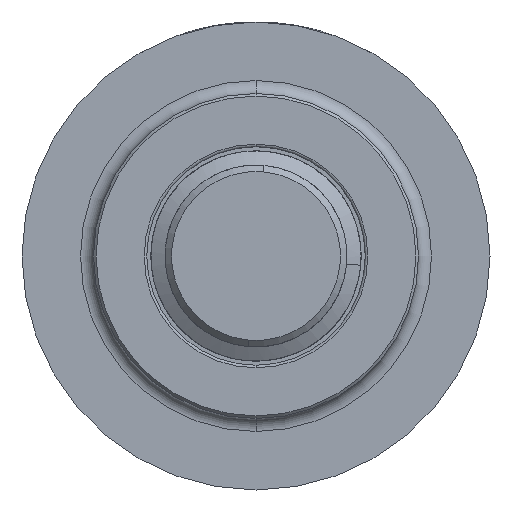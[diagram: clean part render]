
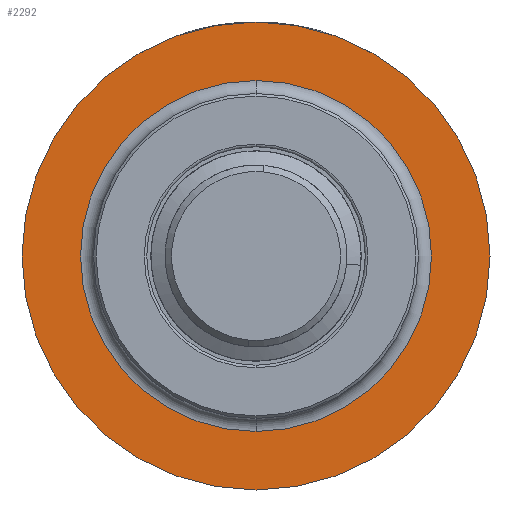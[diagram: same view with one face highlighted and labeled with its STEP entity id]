
A CAD part, front view. The second image highlights one B-rep face of the part: STEP entity #2292.
In plain terms, the highlighted planar face has unit normal (0, -1, 0).
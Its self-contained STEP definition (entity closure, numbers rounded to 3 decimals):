
#15 = AXIS2_PLACEMENT_3D ( 'NONE', #3967, #849, #200 ) ;
#48 = ORIENTED_EDGE ( 'NONE', *, *, #6377, .F. ) ;
#74 = FACE_BOUND ( 'NONE', #3166, .T. ) ;
#126 = EDGE_LOOP ( 'NONE', ( #1576, #988 ) ) ;
#200 = DIRECTION ( 'NONE',  ( 0., 0., -1. ) ) ;
#273 = CARTESIAN_POINT ( 'NONE',  ( 0., 4.42, -18. ) ) ;
#807 = DIRECTION ( 'NONE',  ( 0., -1., 0. ) ) ;
#849 = DIRECTION ( 'NONE',  ( 0., -1., 0. ) ) ;
#868 = PLANE ( 'NONE',  #7495 ) ;
#988 = ORIENTED_EDGE ( 'NONE', *, *, #1833, .T. ) ;
#1025 = VERTEX_POINT ( 'NONE', #3583 ) ;
#1262 = CIRCLE ( 'NONE', #6348, 18. ) ;
#1286 = CARTESIAN_POINT ( 'NONE',  ( 0., 4.42, 0. ) ) ;
#1476 = DIRECTION ( 'NONE',  ( 0., 0., -1. ) ) ;
#1477 = ORIENTED_EDGE ( 'NONE', *, *, #3889, .F. ) ;
#1550 = VERTEX_POINT ( 'NONE', #4114 ) ;
#1576 = ORIENTED_EDGE ( 'NONE', *, *, #3781, .T. ) ;
#1751 = FACE_OUTER_BOUND ( 'NONE', #126, .T. ) ;
#1827 = CIRCLE ( 'NONE', #15, 13.5 ) ;
#1833 = EDGE_CURVE ( 'NONE', #1025, #5503, #1262, .T. ) ;
#1853 = DIRECTION ( 'NONE',  ( 0., 0., -1. ) ) ;
#2292 = ADVANCED_FACE ( 'NONE', ( #1751, #74 ), #868, .T. ) ;
#2711 = CIRCLE ( 'NONE', #5176, 18. ) ;
#3038 = DIRECTION ( 'NONE',  ( 0., -1., 0. ) ) ;
#3166 = EDGE_LOOP ( 'NONE', ( #1477, #48 ) ) ;
#3583 = CARTESIAN_POINT ( 'NONE',  ( 0., 4.42, 18. ) ) ;
#3657 = CARTESIAN_POINT ( 'NONE',  ( 0., 4.42, 0. ) ) ;
#3781 = EDGE_CURVE ( 'NONE', #5503, #1025, #2711, .T. ) ;
#3889 = EDGE_CURVE ( 'NONE', #1550, #7265, #1827, .T. ) ;
#3967 = CARTESIAN_POINT ( 'NONE',  ( 0., 4.42, 0. ) ) ;
#4114 = CARTESIAN_POINT ( 'NONE',  ( 0., 4.42, -13.5 ) ) ;
#4625 = CARTESIAN_POINT ( 'NONE',  ( 0., 4.42, 13.5 ) ) ;
#4927 = CIRCLE ( 'NONE', #5403, 13.5 ) ;
#4992 = DIRECTION ( 'NONE',  ( 0., -1., 0. ) ) ;
#5154 = CARTESIAN_POINT ( 'NONE',  ( 13.5, 4.42, 0. ) ) ;
#5176 = AXIS2_PLACEMENT_3D ( 'NONE', #7716, #5188, #6423 ) ;
#5188 = DIRECTION ( 'NONE',  ( 0., -1., 0. ) ) ;
#5403 = AXIS2_PLACEMENT_3D ( 'NONE', #1286, #4992, #1853 ) ;
#5483 = DIRECTION ( 'NONE',  ( 0., 0., -1. ) ) ;
#5503 = VERTEX_POINT ( 'NONE', #273 ) ;
#6348 = AXIS2_PLACEMENT_3D ( 'NONE', #3657, #3038, #5483 ) ;
#6377 = EDGE_CURVE ( 'NONE', #7265, #1550, #4927, .T. ) ;
#6423 = DIRECTION ( 'NONE',  ( 0., 0., -1. ) ) ;
#7265 = VERTEX_POINT ( 'NONE', #4625 ) ;
#7495 = AXIS2_PLACEMENT_3D ( 'NONE', #5154, #807, #1476 ) ;
#7716 = CARTESIAN_POINT ( 'NONE',  ( 0., 4.42, 0. ) ) ;
